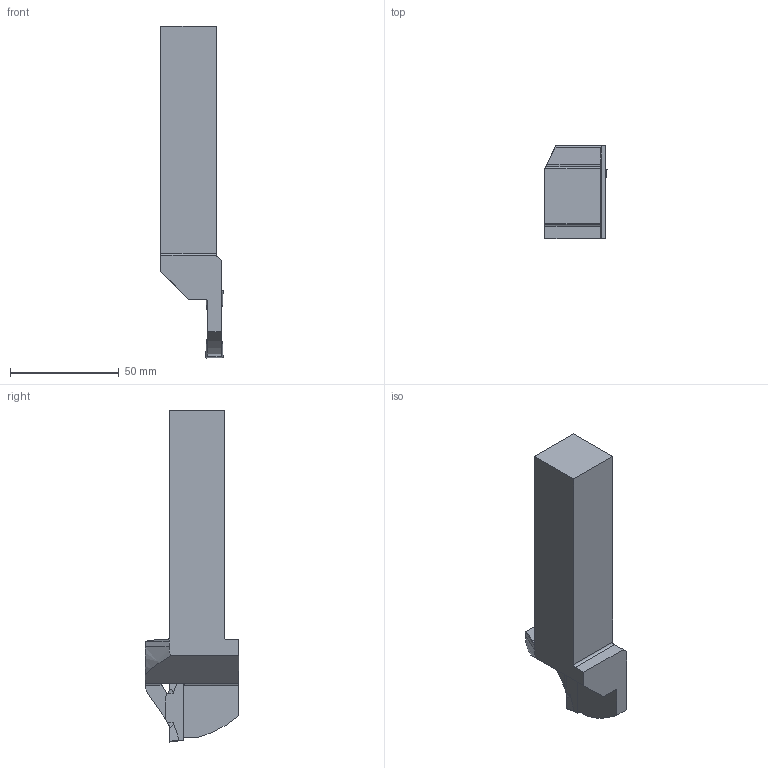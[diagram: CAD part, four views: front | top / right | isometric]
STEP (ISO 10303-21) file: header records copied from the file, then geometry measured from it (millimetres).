
FILE_DESCRIPTION(/* description */ (''),/* implementation_level */ '2;1');
FILE_NAME(/* name */ 'GYPLUS16D00-K25_CW0_315_IR0_012.stp',/* time_stamp */ '2023-03-20T14:54:16+09:00',/* author */ (''),/* organization */ (''),/* preprocessor_version */ 'ST-DEVELOPER v16',/* originating_system */ 'SIEMENS PLM Software NX 10.0',/* authorisation */ '');
FILE_SCHEMA (('AUTOMOTIVE_DESIGN { 1 0 10303 214 3 1 1 1 }'));
Length unit declared in the file: millimetre
Products named in the file (1): GYPLUS16D00-K25_CW0_315_IR0_012_ASM
Bounding box: 28.58 x 43 x 152.4 mm (x, y, z)
Volume: 92698.2 mm3; surface area: 19248.5 mm2
Topology: 2 solids, 3 shells, 125 faces, 385 edges, 293 vertices
Faces by surface type: plane 50, cylinder 50, cone 9, bspline 6, extrusion 4, torus 4, sphere 2
Entity records: 5245 total; most frequent: CARTESIAN_POINT 1769, ORIENTED_EDGE 706, DIRECTION 662, EDGE_CURVE 353, VERTEX_POINT 236, AXIS2_PLACEMENT_3D 236, VECTOR 190, LINE 186
